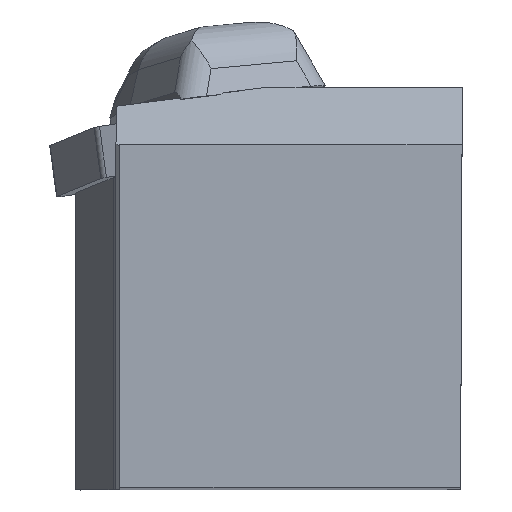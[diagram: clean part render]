
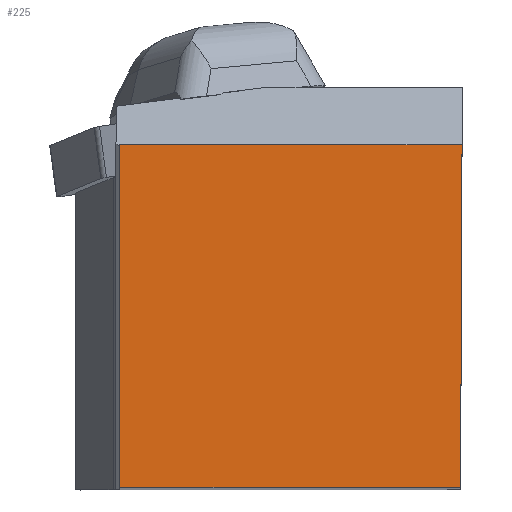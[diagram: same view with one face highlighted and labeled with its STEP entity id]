
A CAD part, top view. The second image highlights one B-rep face of the part: STEP entity #225.
In plain terms, the highlighted planar face has unit normal (0, 0, 1).
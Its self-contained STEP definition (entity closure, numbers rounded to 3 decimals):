
#155=FACE_OUTER_BOUND('',#642,.T.);
#225=ADVANCED_FACE('BLANK_BOXF006',(#155),#287,.F.);
#287=PLANE('',#1535);
#377=LINE('',#2228,#518);
#398=LINE('',#2269,#539);
#399=LINE('',#2271,#540);
#400=LINE('',#2273,#541);
#518=VECTOR('',#1758,1.);
#539=VECTOR('',#1793,1.);
#540=VECTOR('',#1796,1.);
#541=VECTOR('',#1797,1.);
#642=EDGE_LOOP('',(#846,#847,#848,#849));
#846=ORIENTED_EDGE('',*,*,#1302,.F.);
#847=ORIENTED_EDGE('',*,*,#1278,.F.);
#848=ORIENTED_EDGE('',*,*,#1301,.F.);
#849=ORIENTED_EDGE('',*,*,#1303,.F.);
#1133=VERTEX_POINT('',#2227);
#1134=VERTEX_POINT('',#2229);
#1146=VERTEX_POINT('',#2268);
#1147=VERTEX_POINT('',#2272);
#1278=EDGE_CURVE('',#1133,#1134,#377,.T.);
#1301=EDGE_CURVE('',#1146,#1133,#398,.T.);
#1302=EDGE_CURVE('',#1134,#1147,#399,.T.);
#1303=EDGE_CURVE('',#1147,#1146,#400,.T.);
#1535=AXIS2_PLACEMENT_3D('',#2274,#1798,#1799);
#1758=DIRECTION('',(-1.,0.,0.));
#1793=DIRECTION('',(-0.004,-1.,0.));
#1796=DIRECTION('',(0.,1.,0.));
#1797=DIRECTION('',(1.,0.,0.));
#1798=DIRECTION('',(0.,0.,-1.));
#1799=DIRECTION('',(-1.,0.,0.));
#2227=CARTESIAN_POINT('',(-0.138,0.,0.));
#2228=CARTESIAN_POINT('',(167.4,0.,0.));
#2229=CARTESIAN_POINT('',(-31.623,0.,0.));
#2268=CARTESIAN_POINT('',(0.,31.623,0.));
#2269=CARTESIAN_POINT('',(0.592,167.398,0.));
#2271=CARTESIAN_POINT('',(-31.623,-167.4,0.));
#2272=CARTESIAN_POINT('',(-31.623,31.623,0.));
#2273=CARTESIAN_POINT('',(-167.4,31.623,0.));
#2274=CARTESIAN_POINT('',(-53.1,-5.,0.));
